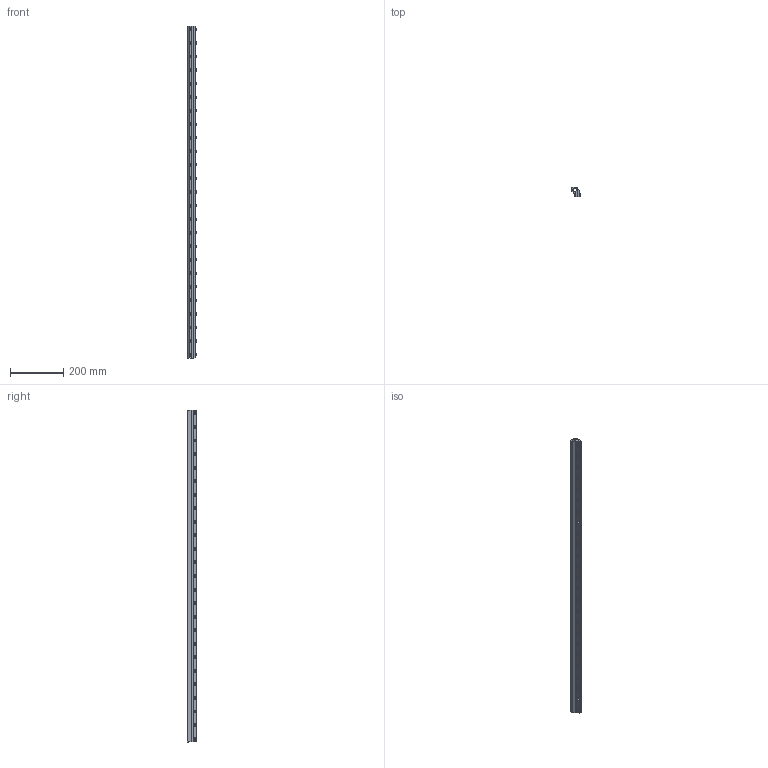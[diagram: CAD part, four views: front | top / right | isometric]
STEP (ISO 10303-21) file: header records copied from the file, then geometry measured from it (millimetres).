
FILE_DESCRIPTION(('STEP AP203'),'1');
FILE_NAME('2248.stp','2024-10-24T08:46:13',('TraceParts'),('TraceParts S.A.'),'Spatial InterOp 3D',' ',' ');
FILE_SCHEMA(('CONFIG_CONTROL_DESIGN'));
Length unit declared in the file: millimetre
Products named in the file (1): 1
Bounding box: 31.13 x 34.92 x 1244.6 mm (x, y, z)
Volume: 814069.1 mm3; surface area: 253234 mm2
Topology: 52 solids, 52 shells, 1351 faces, 3135 edges, 1890 vertices
Faces by surface type: cone 600, plane 444, bspline 206, cylinder 101
Entity records: 41372 total; most frequent: CARTESIAN_POINT 13190, ORIENTED_EDGE 6174, DIRECTION 5660, EDGE_CURVE 3087, AXIS2_PLACEMENT_3D 2382, VERTEX_POINT 1892, EDGE_LOOP 1553, ADVANCED_FACE 1351
